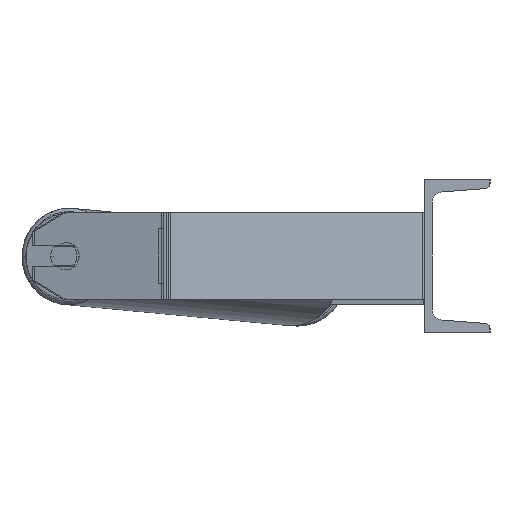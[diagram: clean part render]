
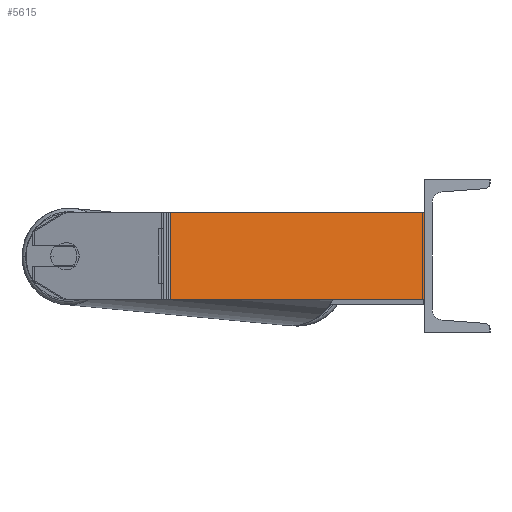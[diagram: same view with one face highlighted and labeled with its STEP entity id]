
A CAD part, left-side view. The second image highlights one B-rep face of the part: STEP entity #5615.
In plain terms, the highlighted planar face has unit normal (-0.966, -0.259, 0).
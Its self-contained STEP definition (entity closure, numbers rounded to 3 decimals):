
#467 = CARTESIAN_POINT ( 'NONE',  ( -1247.617, 233.688, -40. ) ) ;
#620 = VERTEX_POINT ( 'NONE', #8305 ) ;
#817 = DIRECTION ( 'NONE',  ( 0.259, -0.966, 0. ) ) ;
#952 = LINE ( 'NONE', #1704, #1255 ) ;
#1008 = ORIENTED_EDGE ( 'NONE', *, *, #4590, .T. ) ;
#1160 = FACE_OUTER_BOUND ( 'NONE', #1555, .T. ) ;
#1255 = VECTOR ( 'NONE', #4508, 1000. ) ;
#1555 = EDGE_LOOP ( 'NONE', ( #7017, #2810, #1711, #1008 ) ) ;
#1704 = CARTESIAN_POINT ( 'NONE',  ( -1248.726, 237.829, 40. ) ) ;
#1711 = ORIENTED_EDGE ( 'NONE', *, *, #2705, .F. ) ;
#1820 = CARTESIAN_POINT ( 'NONE',  ( -1185., 0., -40. ) ) ;
#1915 = DIRECTION ( 'NONE',  ( -0.259, 0.966, 0. ) ) ;
#2101 = VERTEX_POINT ( 'NONE', #467 ) ;
#2156 = CARTESIAN_POINT ( 'NONE',  ( -1185., 0., 40. ) ) ;
#2271 = EDGE_CURVE ( 'NONE', #5613, #7981, #8501, .T. ) ;
#2705 = EDGE_CURVE ( 'NONE', #620, #5613, #952, .T. ) ;
#2810 = ORIENTED_EDGE ( 'NONE', *, *, #2271, .F. ) ;
#3041 = VECTOR ( 'NONE', #6755, 1000. ) ;
#3251 = CARTESIAN_POINT ( 'NONE',  ( -1248.726, 237.829, 40. ) ) ;
#3742 = VECTOR ( 'NONE', #8549, 1000. ) ;
#3934 = CARTESIAN_POINT ( 'NONE',  ( -1247.617, 233.688, 40. ) ) ;
#3969 = PLANE ( 'NONE',  #8854 ) ;
#4508 = DIRECTION ( 'NONE',  ( 0.259, -0.966, 0. ) ) ;
#4590 = EDGE_CURVE ( 'NONE', #620, #2101, #7364, .T. ) ;
#4984 = VECTOR ( 'NONE', #817, 1000. ) ;
#5499 = EDGE_CURVE ( 'NONE', #2101, #7981, #7191, .T. ) ;
#5613 = VERTEX_POINT ( 'NONE', #7491 ) ;
#5615 = ADVANCED_FACE ( 'NONE', ( #1160 ), #3969, .F. ) ;
#6078 = DIRECTION ( 'NONE',  ( 0.966, 0.259, 0. ) ) ;
#6755 = DIRECTION ( 'NONE',  ( 0., 0., -1. ) ) ;
#7017 = ORIENTED_EDGE ( 'NONE', *, *, #5499, .T. ) ;
#7191 = LINE ( 'NONE', #7810, #4984 ) ;
#7364 = LINE ( 'NONE', #3934, #3041 ) ;
#7491 = CARTESIAN_POINT ( 'NONE',  ( -1185., 0., 40. ) ) ;
#7810 = CARTESIAN_POINT ( 'NONE',  ( -1248.726, 237.829, -40. ) ) ;
#7981 = VERTEX_POINT ( 'NONE', #1820 ) ;
#8305 = CARTESIAN_POINT ( 'NONE',  ( -1247.617, 233.688, 40. ) ) ;
#8501 = LINE ( 'NONE', #2156, #3742 ) ;
#8549 = DIRECTION ( 'NONE',  ( 0., 0., -1. ) ) ;
#8854 = AXIS2_PLACEMENT_3D ( 'NONE', #3251, #6078, #1915 ) ;
